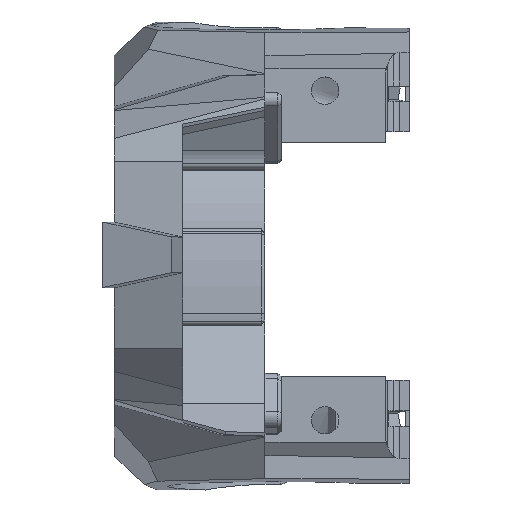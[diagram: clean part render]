
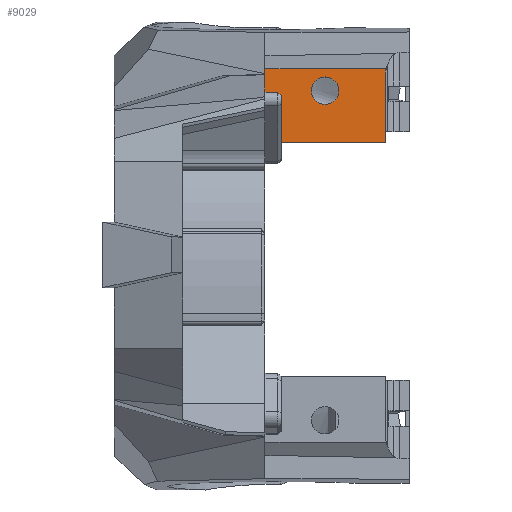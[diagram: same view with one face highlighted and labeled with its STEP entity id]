
A CAD part, top view. The second image highlights one B-rep face of the part: STEP entity #9029.
In plain terms, the highlighted planar face has unit normal (0, 0, 1).
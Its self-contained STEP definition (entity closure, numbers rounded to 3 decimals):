
#246=FACE_BOUND('',#1262,.T.);
#374=CIRCLE('',#9656,1.7);
#751=FACE_OUTER_BOUND('',#1261,.T.);
#1261=EDGE_LOOP('',(#6756,#6757,#6758,#6759,#6760));
#1262=EDGE_LOOP('',(#6761));
#2077=LINE('',#16859,#3074);
#2078=LINE('',#16863,#3075);
#2079=LINE('',#16865,#3076);
#2080=LINE('',#16867,#3077);
#2081=LINE('',#16868,#3078);
#3074=VECTOR('',#11210,1000.);
#3075=VECTOR('',#11215,1000.);
#3076=VECTOR('',#11216,1000.);
#3077=VECTOR('',#11217,1000.);
#3078=VECTOR('',#11218,1000.);
#4061=VERTEX_POINT('',#16750);
#4108=VERTEX_POINT('',#16855);
#4110=VERTEX_POINT('',#16858);
#4111=VERTEX_POINT('',#16862);
#4112=VERTEX_POINT('',#16864);
#4113=VERTEX_POINT('',#16866);
#5051=EDGE_CURVE('',#4061,#4061,#374,.T.);
#5105=EDGE_CURVE('',#4110,#4108,#2077,.T.);
#5107=EDGE_CURVE('',#4111,#4108,#2078,.T.);
#5108=EDGE_CURVE('',#4111,#4112,#2079,.T.);
#5109=EDGE_CURVE('',#4112,#4113,#2080,.T.);
#5110=EDGE_CURVE('',#4110,#4113,#2081,.T.);
#6756=ORIENTED_EDGE('',*,*,#5107,.F.);
#6757=ORIENTED_EDGE('',*,*,#5108,.T.);
#6758=ORIENTED_EDGE('',*,*,#5109,.T.);
#6759=ORIENTED_EDGE('',*,*,#5110,.F.);
#6760=ORIENTED_EDGE('',*,*,#5105,.T.);
#6761=ORIENTED_EDGE('',*,*,#5051,.T.);
#8648=PLANE('',#9675);
#9029=ADVANCED_FACE('',(#751,#246),#8648,.F.);
#9656=AXIS2_PLACEMENT_3D('',#16751,#11133,#11134);
#9675=AXIS2_PLACEMENT_3D('',#16861,#11213,#11214);
#11133=DIRECTION('center_axis',(0.,0.,-1.));
#11134=DIRECTION('ref_axis',(0.,1.,0.));
#11210=DIRECTION('',(0.,1.,0.));
#11213=DIRECTION('center_axis',(0.,0.,
-1.));
#11214=DIRECTION('ref_axis',(0.,-1.,0.));
#11215=DIRECTION('',(1.,0.,0.));
#11216=DIRECTION('',(0.,-1.,0.));
#11217=DIRECTION('',(1.,0.,0.));
#11218=DIRECTION('',(0.,-1.,0.));
#16750=CARTESIAN_POINT('',(5.8,18.7,35.5));
#16751=CARTESIAN_POINT('Origin',(5.8,20.4,35.5));
#16855=CARTESIAN_POINT('',(13.25,23.098,35.5));
#16858=CARTESIAN_POINT('',(13.25,22.328,35.5));
#16859=CARTESIAN_POINT('',(13.25,-28.973,35.5));
#16861=CARTESIAN_POINT('Origin',(13.25,25.704,35.5));
#16862=CARTESIAN_POINT('',(-1.65,23.098,35.5));
#16863=CARTESIAN_POINT('',(13.25,23.098,35.5));
#16864=CARTESIAN_POINT('',(-1.65,14.,35.5));
#16865=CARTESIAN_POINT('',(-1.65,17.096,35.5));
#16866=CARTESIAN_POINT('',(13.25,14.,35.5));
#16867=CARTESIAN_POINT('',(-42.68,14.,35.5));
#16868=CARTESIAN_POINT('',(13.25,0.,35.5));
